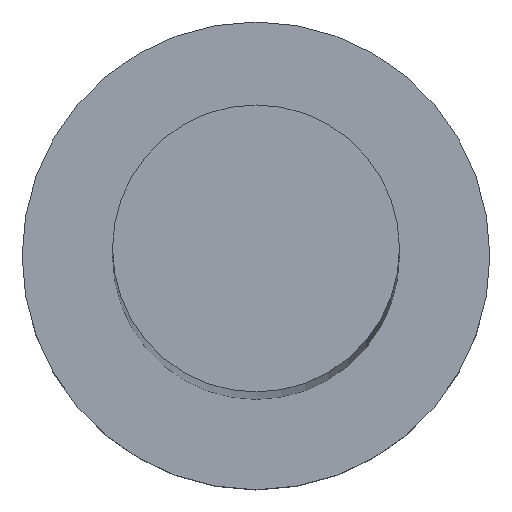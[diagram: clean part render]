
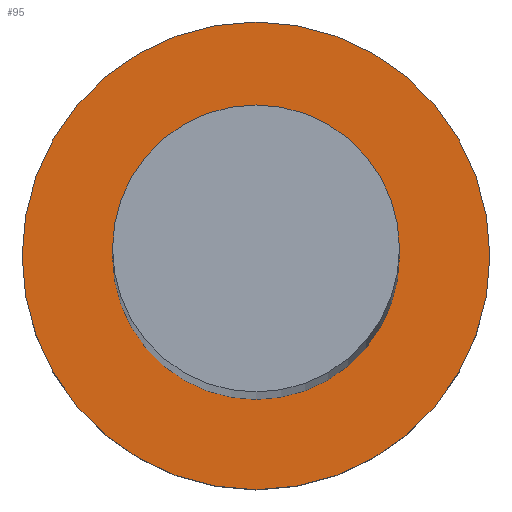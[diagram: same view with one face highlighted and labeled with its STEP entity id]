
A CAD part, top view. The second image highlights one B-rep face of the part: STEP entity #95.
In plain terms, the highlighted planar face has unit normal (0, 0, 1).
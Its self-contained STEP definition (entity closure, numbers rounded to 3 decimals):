
#10 = DIRECTION ( 'NONE',  ( 0., 0., 1. ) ) ;
#12 = DIRECTION ( 'NONE',  ( 0., 0., 1. ) ) ;
#16 = EDGE_CURVE ( 'NONE', #254, #107, #44, .T. ) ;
#29 = CARTESIAN_POINT ( 'NONE',  ( 0., 0., 7. ) ) ;
#44 = CIRCLE ( 'NONE', #186, 11. ) ;
#49 = CARTESIAN_POINT ( 'NONE',  ( 0., 0., 7. ) ) ;
#52 = CARTESIAN_POINT ( 'NONE',  ( 0., 0., 7. ) ) ;
#57 = EDGE_LOOP ( 'NONE', ( #176, #142 ) ) ;
#66 = EDGE_LOOP ( 'NONE', ( #146, #214 ) ) ;
#69 = CIRCLE ( 'NONE', #202, 6.75 ) ;
#72 = FACE_BOUND ( 'NONE', #66, .T. ) ;
#74 = CARTESIAN_POINT ( 'NONE',  ( -6.75, 0., 7. ) ) ;
#91 = DIRECTION ( 'NONE',  ( 1., 0., 0. ) ) ;
#95 = ADVANCED_FACE ( 'NONE', ( #72, #154 ), #134, .T. ) ;
#96 = DIRECTION ( 'NONE',  ( 1., 0., 0. ) ) ;
#107 = VERTEX_POINT ( 'NONE', #205 ) ;
#123 = EDGE_CURVE ( 'NONE', #217, #147, #69, .T. ) ;
#127 = CARTESIAN_POINT ( 'NONE',  ( 0., 0., 7. ) ) ;
#134 = PLANE ( 'NONE',  #180 ) ;
#137 = DIRECTION ( 'NONE',  ( 1., 0., 0. ) ) ;
#142 = ORIENTED_EDGE ( 'NONE', *, *, #16, .T. ) ;
#146 = ORIENTED_EDGE ( 'NONE', *, *, #194, .F. ) ;
#147 = VERTEX_POINT ( 'NONE', #74 ) ;
#154 = FACE_OUTER_BOUND ( 'NONE', #57, .T. ) ;
#172 = CARTESIAN_POINT ( 'NONE',  ( 0., 0., 7. ) ) ;
#174 = DIRECTION ( 'NONE',  ( 0., 0., 1. ) ) ;
#176 = ORIENTED_EDGE ( 'NONE', *, *, #232, .T. ) ;
#180 = AXIS2_PLACEMENT_3D ( 'NONE', #49, #12, #91 ) ;
#186 = AXIS2_PLACEMENT_3D ( 'NONE', #127, #200, #243 ) ;
#190 = CARTESIAN_POINT ( 'NONE',  ( 11., 0., 7. ) ) ;
#194 = EDGE_CURVE ( 'NONE', #147, #217, #253, .T. ) ;
#200 = DIRECTION ( 'NONE',  ( 0., 0., 1. ) ) ;
#202 = AXIS2_PLACEMENT_3D ( 'NONE', #29, #10, #207 ) ;
#205 = CARTESIAN_POINT ( 'NONE',  ( -11., 0., 7. ) ) ;
#207 = DIRECTION ( 'NONE',  ( 1., 0., 0. ) ) ;
#208 = AXIS2_PLACEMENT_3D ( 'NONE', #172, #211, #96 ) ;
#211 = DIRECTION ( 'NONE',  ( 0., 0., 1. ) ) ;
#213 = CIRCLE ( 'NONE', #220, 11. ) ;
#214 = ORIENTED_EDGE ( 'NONE', *, *, #123, .F. ) ;
#217 = VERTEX_POINT ( 'NONE', #231 ) ;
#220 = AXIS2_PLACEMENT_3D ( 'NONE', #52, #174, #137 ) ;
#231 = CARTESIAN_POINT ( 'NONE',  ( 6.75, 0., 7. ) ) ;
#232 = EDGE_CURVE ( 'NONE', #107, #254, #213, .T. ) ;
#243 = DIRECTION ( 'NONE',  ( 1., 0., 0. ) ) ;
#253 = CIRCLE ( 'NONE', #208, 6.75 ) ;
#254 = VERTEX_POINT ( 'NONE', #190 ) ;
